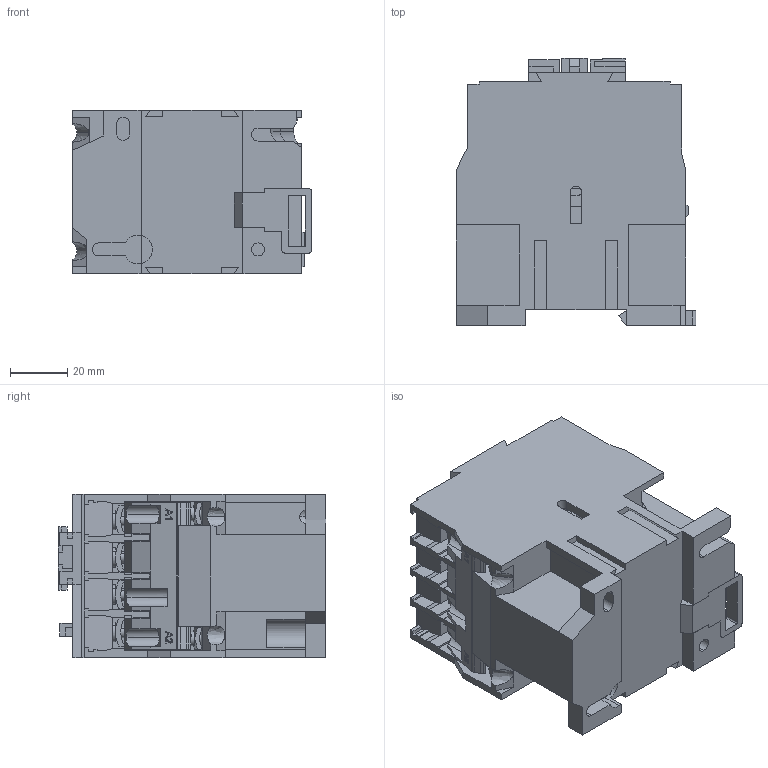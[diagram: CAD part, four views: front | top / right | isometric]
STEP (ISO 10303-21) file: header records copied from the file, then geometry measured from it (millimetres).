
FILE_DESCRIPTION (( 'STEP AP214' ), '1' );
FILE_NAME ('KKM21-025-230-01 Êîíòàêòîð ÊÌÈ-22511 25À 230Â_ÀÑ3 1ÍÇ ÈÝÊ.STEP', '2017-11-24T06:57:45', ( '' ), ( '' ), 'SwSTEP 2.0', 'SolidWorks 2014', '' );
FILE_SCHEMA (( 'AUTOMOTIVE_DESIGN' ));
Length unit declared in the file: millimetre
Products named in the file (1): KKM21-025-230-01 Êîíòàêòîð ÊÌÈ-22511 25À 230Â_ÀÑ3 1ÍÇ ÈÝÊ
Bounding box: 83.5 x 93 x 57 mm (x, y, z)
Volume: 307673.7 mm3; surface area: 57734.1 mm2
Topology: 1 solids, 1 shells, 1534 faces, 4434 edges, 2920 vertices
Faces by surface type: plane 1175, cylinder 181, bspline 139, torus 39
Entity records: 57744 total; most frequent: CARTESIAN_POINT 18343, ORIENTED_EDGE 8868, DIRECTION 7128, EDGE_CURVE 4434, VECTOR 3498, LINE 3498, VERTEX_POINT 2920, AXIS2_PLACEMENT_3D 1815
